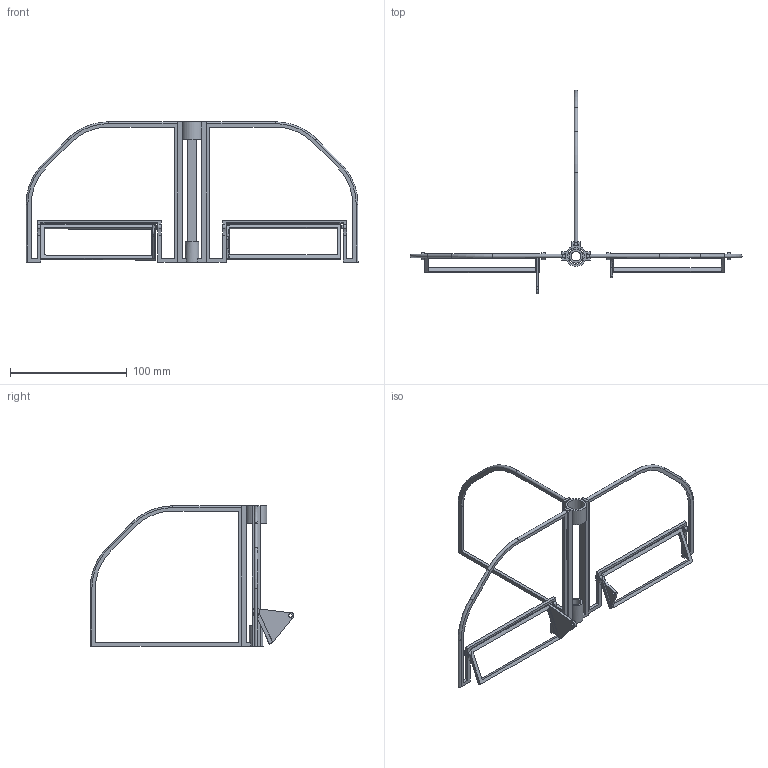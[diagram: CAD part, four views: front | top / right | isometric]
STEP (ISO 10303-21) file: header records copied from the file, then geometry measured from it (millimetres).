
FILE_DESCRIPTION(/* description */ (''),/* implementation_level */ '2;1');
FILE_NAME(/* name */ '3ac0f3c0-ad1b-4e63-bebb-310eb1cdf9f7.stp',/* time_stamp */ '2019-01-08T14:16:48+00:00',/* author */ (''),/* organization */ (''),/* preprocessor_version */ 'ST-DEVELOPER v17.2',/* originating_system */ 'Autodesk Translation Framework v7.6.0.251',/* authorisation */ '');
FILE_SCHEMA (('AUTOMOTIVE_DESIGN { 1 0 10303 214 3 1 1 }'));
Length unit declared in the file: millimetre
Products named in the file (6): assembly; horizontal move fin right; rod attachment 2; vertical fin; horizontal move fin left; horzontal fin
Assembly tree (6 placements, depth 2):
  assembly
    vertical fin  x2
    horizontal move fin right
    rod attachment 2
    horizontal move fin left
    horzontal fin
Bounding box: 283.8 x 174.14 x 120 mm (x, y, z)
Volume: 32826.2 mm3; surface area: 42554.1 mm2
Topology: 6 solids, 6 shells, 221 faces, 636 edges, 416 vertices
Faces by surface type: plane 152, cylinder 59, torus 10
Full cylindrical faces by diameter (mm): 2.8 x4, 3 x6, 8 x1, 11.8 x1, 14.2 x1
Entity records: 5811 total; most frequent: CARTESIAN_POINT 1078, ORIENTED_EDGE 966, DIRECTION 959, EDGE_CURVE 483, LINE 343, VECTOR 343, VERTEX_POINT 315, AXIS2_PLACEMENT_3D 308
